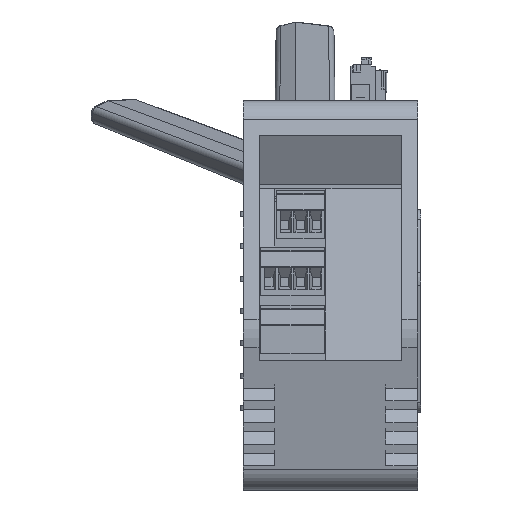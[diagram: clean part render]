
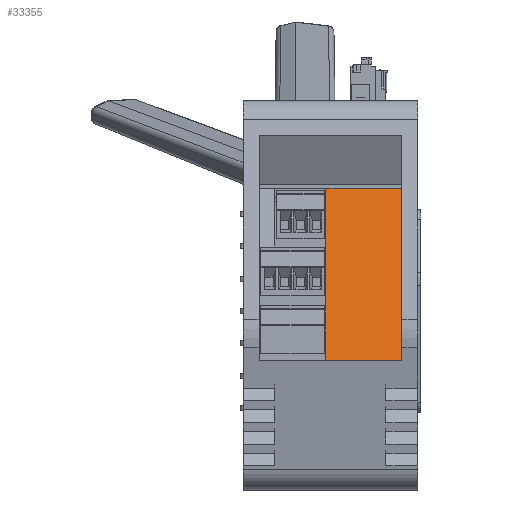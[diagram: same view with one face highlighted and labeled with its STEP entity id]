
A CAD part, front view. The second image highlights one B-rep face of the part: STEP entity #33355.
In plain terms, the highlighted planar face has unit normal (0, -0.97, 0.242).
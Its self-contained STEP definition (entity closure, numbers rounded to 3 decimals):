
#33254=AXIS2_PLACEMENT_3D('Plane Axis2P3D',#33251,#33252,#33253) ;
#30681=CARTESIAN_POINT('Vertex',(97.961,22.983,95.142)) ;
#30684=CARTESIAN_POINT('Line Origine',(97.961,16.233,68.071)) ;
#30688=CARTESIAN_POINT('Vertex',(97.961,9.484,41.)) ;
#30712=CARTESIAN_POINT('Line Origine',(86.011,9.484,41.)) ;
#30716=CARTESIAN_POINT('Vertex',(74.061,9.484,41.)) ;
#33233=CARTESIAN_POINT('Vertex',(74.061,22.983,95.142)) ;
#33236=CARTESIAN_POINT('Line Origine',(86.011,22.983,95.142)) ;
#33251=CARTESIAN_POINT('Axis2P3D Location',(97.961,9.484,41.)) ;
#33256=CARTESIAN_POINT('Line Origine',(74.061,10.628,45.589)) ;
#33260=CARTESIAN_POINT('Vertex',(74.061,11.772,50.178)) ;
#33263=CARTESIAN_POINT('Line Origine',(74.061,22.66,93.846)) ;
#33267=CARTESIAN_POINT('Vertex',(74.061,22.337,92.551)) ;
#33270=CARTESIAN_POINT('Line Origine',(74.061,22.151,91.805)) ;
#33274=CARTESIAN_POINT('Vertex',(74.061,21.965,91.058)) ;
#33277=CARTESIAN_POINT('Line Origine',(74.061,21.359,88.626)) ;
#33281=CARTESIAN_POINT('Vertex',(74.061,20.752,86.195)) ;
#33284=CARTESIAN_POINT('Line Origine',(74.061,19.903,82.788)) ;
#33288=CARTESIAN_POINT('Vertex',(74.061,19.053,79.381)) ;
#33291=CARTESIAN_POINT('Line Origine',(74.061,18.451,76.966)) ;
#33295=CARTESIAN_POINT('Vertex',(74.061,17.849,74.551)) ;
#33298=CARTESIAN_POINT('Line Origine',(74.061,17.663,73.804)) ;
#33302=CARTESIAN_POINT('Vertex',(74.061,17.477,73.058)) ;
#33305=CARTESIAN_POINT('Line Origine',(74.061,16.87,70.622)) ;
#33309=CARTESIAN_POINT('Vertex',(74.061,16.262,68.186)) ;
#33312=CARTESIAN_POINT('Line Origine',(74.061,15.414,64.783)) ;
#33316=CARTESIAN_POINT('Vertex',(74.061,14.565,61.381)) ;
#33319=CARTESIAN_POINT('Line Origine',(74.061,13.963,58.966)) ;
#33323=CARTESIAN_POINT('Vertex',(74.061,13.361,56.551)) ;
#33326=CARTESIAN_POINT('Line Origine',(74.061,13.175,55.804)) ;
#33330=CARTESIAN_POINT('Vertex',(74.061,12.989,55.058)) ;
#33333=CARTESIAN_POINT('Line Origine',(74.061,12.381,52.618)) ;
#30685=DIRECTION('Vector Direction',(0.,0.242,0.97)) ;
#30713=DIRECTION('Vector Direction',(-1.,0.,0.)) ;
#33237=DIRECTION('Vector Direction',(-1.,0.,0.)) ;
#33252=DIRECTION('Axis2P3D Direction',(0.,-0.97,0.242)) ;
#33253=DIRECTION('Axis2P3D XDirection',(0.,0.242,0.97)) ;
#33257=DIRECTION('Vector Direction',(0.,-0.242,-0.97)) ;
#33264=DIRECTION('Vector Direction',(0.,-0.242,-0.97)) ;
#33271=DIRECTION('Vector Direction',(0.,-0.242,-0.97)) ;
#33278=DIRECTION('Vector Direction',(0.,-0.242,-0.97)) ;
#33285=DIRECTION('Vector Direction',(0.,-0.242,-0.97)) ;
#33292=DIRECTION('Vector Direction',(0.,-0.242,-0.97)) ;
#33299=DIRECTION('Vector Direction',(0.,-0.242,-0.97)) ;
#33306=DIRECTION('Vector Direction',(0.,-0.242,-0.97)) ;
#33313=DIRECTION('Vector Direction',(0.,-0.242,-0.97)) ;
#33320=DIRECTION('Vector Direction',(0.,0.242,0.97)) ;
#33327=DIRECTION('Vector Direction',(0.,0.242,0.97)) ;
#33334=DIRECTION('Vector Direction',(0.,0.242,0.97)) ;
#30686=VECTOR('Line Direction',#30685,1.) ;
#30714=VECTOR('Line Direction',#30713,1.) ;
#33238=VECTOR('Line Direction',#33237,1.) ;
#33258=VECTOR('Line Direction',#33257,1.) ;
#33265=VECTOR('Line Direction',#33264,1.) ;
#33272=VECTOR('Line Direction',#33271,1.) ;
#33279=VECTOR('Line Direction',#33278,1.) ;
#33286=VECTOR('Line Direction',#33285,1.) ;
#33293=VECTOR('Line Direction',#33292,1.) ;
#33300=VECTOR('Line Direction',#33299,1.) ;
#33307=VECTOR('Line Direction',#33306,1.) ;
#33314=VECTOR('Line Direction',#33313,1.) ;
#33321=VECTOR('Line Direction',#33320,1.) ;
#33328=VECTOR('Line Direction',#33327,1.) ;
#33335=VECTOR('Line Direction',#33334,1.) ;
#33339=ORIENTED_EDGE('',*,*,#33262,.F.) ;
#33340=ORIENTED_EDGE('',*,*,#30718,.F.) ;
#33341=ORIENTED_EDGE('',*,*,#30690,.F.) ;
#33342=ORIENTED_EDGE('',*,*,#33240,.T.) ;
#33343=ORIENTED_EDGE('',*,*,#33269,.T.) ;
#33344=ORIENTED_EDGE('',*,*,#33276,.T.) ;
#33345=ORIENTED_EDGE('',*,*,#33283,.T.) ;
#33346=ORIENTED_EDGE('',*,*,#33290,.F.) ;
#33347=ORIENTED_EDGE('',*,*,#33297,.T.) ;
#33348=ORIENTED_EDGE('',*,*,#33304,.T.) ;
#33349=ORIENTED_EDGE('',*,*,#33311,.T.) ;
#33350=ORIENTED_EDGE('',*,*,#33318,.F.) ;
#33351=ORIENTED_EDGE('',*,*,#33325,.F.) ;
#33352=ORIENTED_EDGE('',*,*,#33332,.F.) ;
#33353=ORIENTED_EDGE('',*,*,#33337,.F.) ;
#33355=ADVANCED_FACE('Router',(#33354),#33255,.T.) ;
#30690=EDGE_CURVE('',#30682,#30689,#30687,.F.) ;
#30718=EDGE_CURVE('',#30689,#30717,#30715,.T.) ;
#33240=EDGE_CURVE('',#30682,#33234,#33239,.T.) ;
#33262=EDGE_CURVE('',#30717,#33261,#33259,.F.) ;
#33269=EDGE_CURVE('',#33234,#33268,#33266,.T.) ;
#33276=EDGE_CURVE('',#33268,#33275,#33273,.T.) ;
#33283=EDGE_CURVE('',#33275,#33282,#33280,.T.) ;
#33290=EDGE_CURVE('',#33289,#33282,#33287,.F.) ;
#33297=EDGE_CURVE('',#33289,#33296,#33294,.T.) ;
#33304=EDGE_CURVE('',#33296,#33303,#33301,.T.) ;
#33311=EDGE_CURVE('',#33303,#33310,#33308,.T.) ;
#33318=EDGE_CURVE('',#33317,#33310,#33315,.F.) ;
#33325=EDGE_CURVE('',#33324,#33317,#33322,.T.) ;
#33332=EDGE_CURVE('',#33331,#33324,#33329,.T.) ;
#33337=EDGE_CURVE('',#33261,#33331,#33336,.T.) ;
#33338=EDGE_LOOP('',(#33339,#33340,#33341,#33342,#33343,#33344,#33345,#33346,#33347,#33348,#33349,#33350,#33351,#33352,#33353)) ;
#33354=FACE_OUTER_BOUND('',#33338,.T.) ;
#30687=LINE('Line',#30684,#30686) ;
#30715=LINE('Line',#30712,#30714) ;
#33239=LINE('Line',#33236,#33238) ;
#33259=LINE('Line',#33256,#33258) ;
#33266=LINE('Line',#33263,#33265) ;
#33273=LINE('Line',#33270,#33272) ;
#33280=LINE('Line',#33277,#33279) ;
#33287=LINE('Line',#33284,#33286) ;
#33294=LINE('Line',#33291,#33293) ;
#33301=LINE('Line',#33298,#33300) ;
#33308=LINE('Line',#33305,#33307) ;
#33315=LINE('Line',#33312,#33314) ;
#33322=LINE('Line',#33319,#33321) ;
#33329=LINE('Line',#33326,#33328) ;
#33336=LINE('Line',#33333,#33335) ;
#33255=PLANE('',#33254) ;
#30682=VERTEX_POINT('',#30681) ;
#30689=VERTEX_POINT('',#30688) ;
#30717=VERTEX_POINT('',#30716) ;
#33234=VERTEX_POINT('',#33233) ;
#33261=VERTEX_POINT('',#33260) ;
#33268=VERTEX_POINT('',#33267) ;
#33275=VERTEX_POINT('',#33274) ;
#33282=VERTEX_POINT('',#33281) ;
#33289=VERTEX_POINT('',#33288) ;
#33296=VERTEX_POINT('',#33295) ;
#33303=VERTEX_POINT('',#33302) ;
#33310=VERTEX_POINT('',#33309) ;
#33317=VERTEX_POINT('',#33316) ;
#33324=VERTEX_POINT('',#33323) ;
#33331=VERTEX_POINT('',#33330) ;
